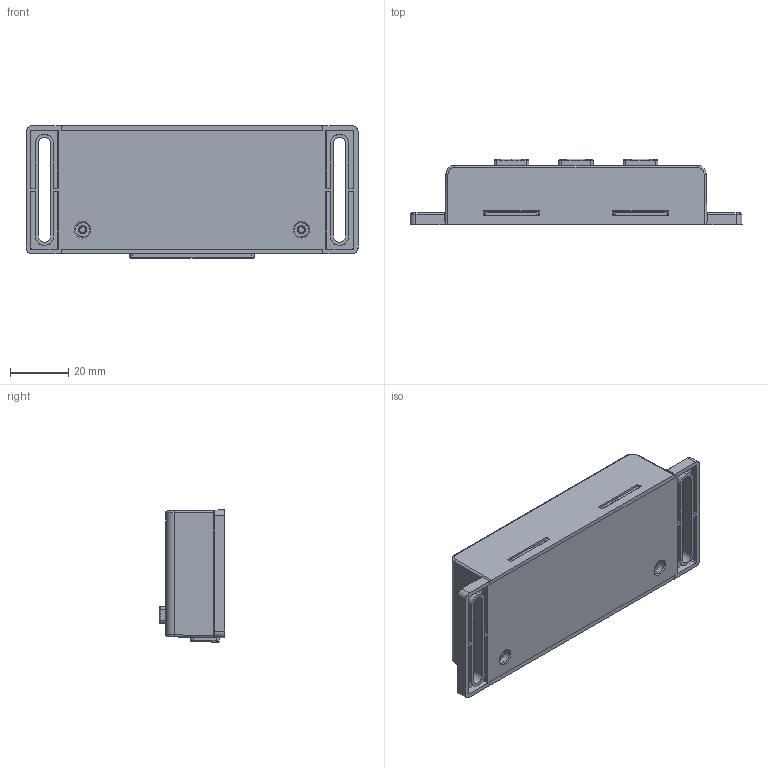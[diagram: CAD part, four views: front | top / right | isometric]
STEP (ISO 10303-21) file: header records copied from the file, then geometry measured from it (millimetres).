
FILE_DESCRIPTION (( 'STEP AP203' ), '1' );
FILE_NAME ('276-2273-ASSY.STEP', '2010-02-09T20:30:29', ( 'Innovation First, Inc.' ), ( 'Innovation First, Inc.' ), 'SwSTEP 2.0', 'SolidWorks 2009', '' );
FILE_SCHEMA (( 'CONFIG_CONTROL_DESIGN' ));
Length unit declared in the file: inch
Products named in the file (10): EDR_DRIVER_BOARD_Rev1; EDR_GLASS_Rev1; WIFI_PCB_3PIN-MALE_Rev1; 276-2273-ASSY; EDR_LCD_TOP CASE; EDR_LCD_COMPONENT; EDR_LCD_BASE_Rev1; EDR_LCD_BUTTON_Rev1; EDR_MICROSWITCH_Rev1; EDR_LCD_CONNECTOR PLATE_Rev1
Assembly tree (14 placements, depth 2):
  276-2273-ASSY
    EDR_GLASS_Rev1
    WIFI_PCB_3PIN-MALE_Rev1  x2
    EDR_LCD_COMPONENT
    EDR_MICROSWITCH_Rev1  x3
    EDR_LCD_TOP CASE
    EDR_LCD_BASE_Rev1
    EDR_LCD_CONNECTOR PLATE_Rev1
    EDR_LCD_BUTTON_Rev1  x3
    EDR_DRIVER_BOARD_Rev1
Bounding box: 114.3 x 22.7 x 45.52 mm (x, y, z)
Volume: 54267.5 mm3; surface area: 51723.5 mm2
Topology: 16 solids, 16 shells, 972 faces, 2465 edges, 1570 vertices
Faces by surface type: plane 536, cylinder 256, cone 86, torus 56, bspline 28, sphere 10
Entity records: 25796 total; most frequent: CARTESIAN_POINT 5796, DIRECTION 3920, ORIENTED_EDGE 3878, EDGE_CURVE 1939, AXIS2_PLACEMENT_3D 1330, VECTOR 1260, LINE 1260, VERTEX_POINT 1238
